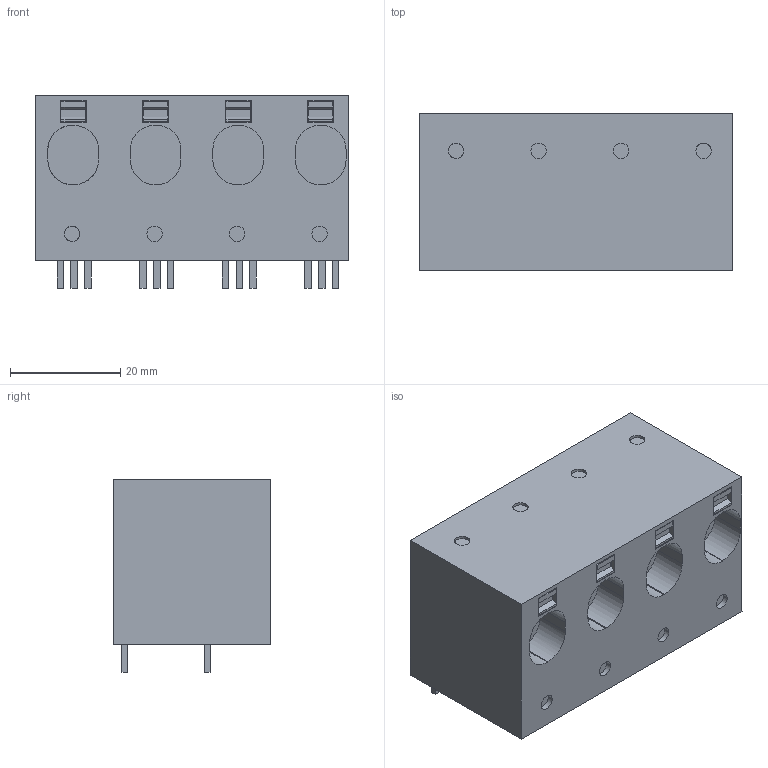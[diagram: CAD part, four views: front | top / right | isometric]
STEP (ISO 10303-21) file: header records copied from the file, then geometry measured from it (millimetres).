
FILE_DESCRIPTION(('CATIA V5 STEP Exchange','CAx-IF Rec.Pracs.--- Model Styling and Organization---1.2---2011-12-15'),'2;1');
FILE_NAME ('D1462947_0_2500580000_2500580000.stp','2018-03-29T09:59:01+00:00',('none'),('Weidmueller'),'CATIA Version 5-6 Release 2014','CATIA V5 STEP AP214','none');
FILE_SCHEMA(('AUTOMOTIVE_DESIGN { 1 0 10303 214 1 1 1 1 }'));
Length unit declared in the file: millimetre
Products named in the file (1): 2500580000
Bounding box: 56.8 x 28.55 x 35 mm (x, y, z)
Volume: 44301.1 mm3; surface area: 11771 mm2
Topology: 9 solids, 9 shells, 304 faces, 813 edges, 553 vertices
Faces by surface type: plane 272, cylinder 32
Entity records: 9278 total; most frequent: CARTESIAN_POINT 1726, ORIENTED_EDGE 1626, DIRECTION 1234, EDGE_CURVE 813, VECTOR 749, LINE 749, VERTEX_POINT 553, EDGE_LOOP 330
